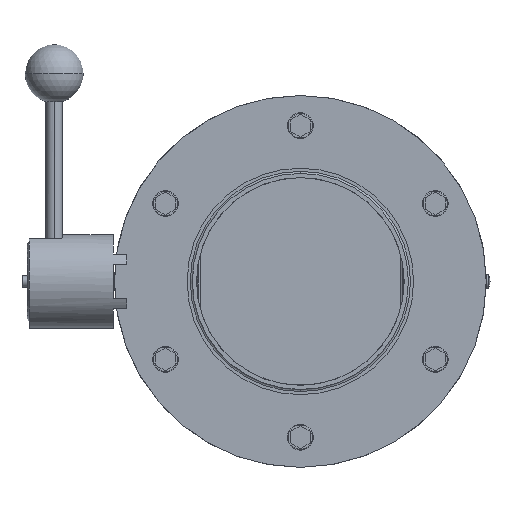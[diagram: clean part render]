
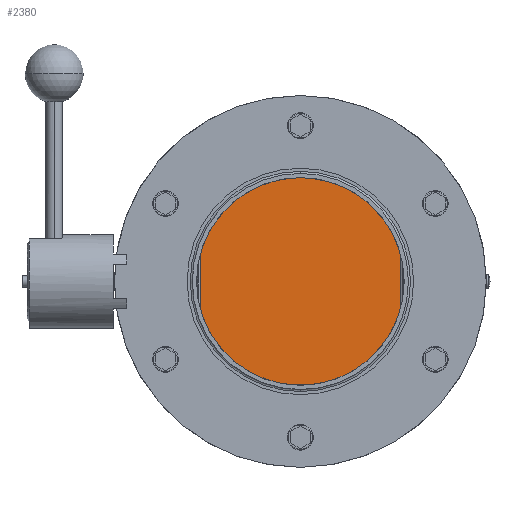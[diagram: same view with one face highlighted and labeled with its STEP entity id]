
A CAD part, left-side view. The second image highlights one B-rep face of the part: STEP entity #2380.
In plain terms, the highlighted planar face has unit normal (-1, 0, 0).
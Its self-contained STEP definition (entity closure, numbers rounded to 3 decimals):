
#303 = CIRCLE ( 'NONE', #2052, 49.994 ) ;
#389 = EDGE_CURVE ( 'NONE', #7232, #10537, #303, .T. ) ;
#543 = CARTESIAN_POINT ( 'NONE',  ( -0.8, 0., 0. ) ) ;
#1136 = VECTOR ( 'NONE', #6869, 1000. ) ;
#1362 = LINE ( 'NONE', #3954, #1136 ) ;
#2052 = AXIS2_PLACEMENT_3D ( 'NONE', #543, #11581, #10766 ) ;
#2380 = ADVANCED_FACE ( 'NONE', ( #4538 ), #9238, .F. ) ;
#2598 = ORIENTED_EDGE ( 'NONE', *, *, #389, .F. ) ;
#3052 = EDGE_CURVE ( 'NONE', #11674, #3516, #6656, .T. ) ;
#3055 = CARTESIAN_POINT ( 'NONE',  ( -0.8, 48.202, 13.262 ) ) ;
#3243 = CARTESIAN_POINT ( 'NONE',  ( -0.8, 48.202, -13.262 ) ) ;
#3326 = CARTESIAN_POINT ( 'NONE',  ( -0.8, -48.202, -13.262 ) ) ;
#3516 = VERTEX_POINT ( 'NONE', #3243 ) ;
#3793 = CARTESIAN_POINT ( 'NONE',  ( -0.8, 0., 0. ) ) ;
#3882 = LINE ( 'NONE', #5711, #7358 ) ;
#3954 = CARTESIAN_POINT ( 'NONE',  ( -0.8, -48.202, -89.5 ) ) ;
#4538 = FACE_OUTER_BOUND ( 'NONE', #11743, .T. ) ;
#5095 = ORIENTED_EDGE ( 'NONE', *, *, #3052, .F. ) ;
#5424 = EDGE_CURVE ( 'NONE', #11674, #10537, #1362, .T. ) ;
#5711 = CARTESIAN_POINT ( 'NONE',  ( -0.8, 48.202, -89.5 ) ) ;
#5819 = CARTESIAN_POINT ( 'NONE',  ( -0.8, 48.202, -89.5 ) ) ;
#6257 = AXIS2_PLACEMENT_3D ( 'NONE', #3793, #11123, #6581 ) ;
#6459 = EDGE_CURVE ( 'NONE', #3516, #7232, #3882, .T. ) ;
#6581 = DIRECTION ( 'NONE',  ( 0., 1., 0. ) ) ;
#6640 = CARTESIAN_POINT ( 'NONE',  ( -0.8, -48.202, 13.262 ) ) ;
#6656 = CIRCLE ( 'NONE', #6257, 49.994 ) ;
#6869 = DIRECTION ( 'NONE',  ( 0., 0., 1. ) ) ;
#7232 = VERTEX_POINT ( 'NONE', #3055 ) ;
#7358 = VECTOR ( 'NONE', #10382, 1000. ) ;
#7423 = ORIENTED_EDGE ( 'NONE', *, *, #5424, .T. ) ;
#8208 = DIRECTION ( 'NONE',  ( 0., 1., 0. ) ) ;
#9119 = DIRECTION ( 'NONE',  ( 1., 0., 0. ) ) ;
#9238 = PLANE ( 'NONE',  #10125 ) ;
#10125 = AXIS2_PLACEMENT_3D ( 'NONE', #5819, #9119, #8208 ) ;
#10382 = DIRECTION ( 'NONE',  ( 0., 0., 1. ) ) ;
#10537 = VERTEX_POINT ( 'NONE', #6640 ) ;
#10658 = ORIENTED_EDGE ( 'NONE', *, *, #6459, .F. ) ;
#10766 = DIRECTION ( 'NONE',  ( 0., 1., 0. ) ) ;
#11123 = DIRECTION ( 'NONE',  ( 1., 0., 0. ) ) ;
#11581 = DIRECTION ( 'NONE',  ( 1., 0., 0. ) ) ;
#11674 = VERTEX_POINT ( 'NONE', #3326 ) ;
#11743 = EDGE_LOOP ( 'NONE', ( #10658, #5095, #7423, #2598 ) ) ;
